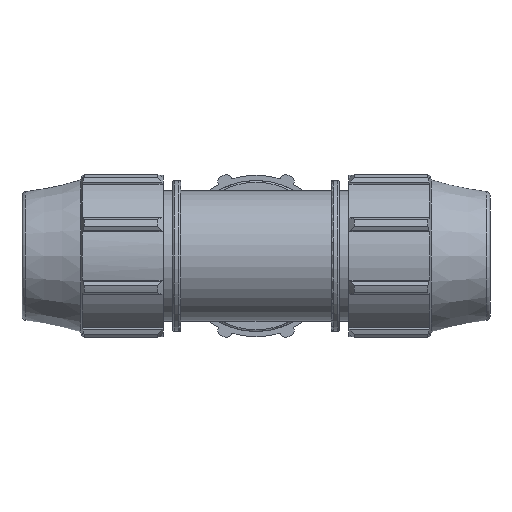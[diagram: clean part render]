
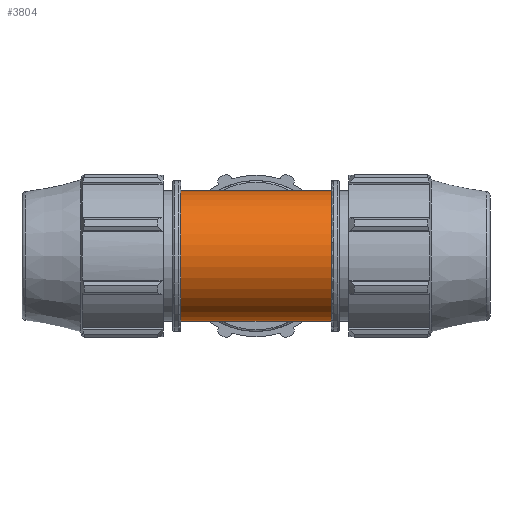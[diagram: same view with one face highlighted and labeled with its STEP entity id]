
A CAD part, front view. The second image highlights one B-rep face of the part: STEP entity #3804.
In plain terms, the highlighted cylindrical face has radius 30.75 mm (diameter 61.5 mm), a full revolution.
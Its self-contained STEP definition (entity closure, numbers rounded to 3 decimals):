
#834=FACE_BOUND('',#1109,.T.);
#835=FACE_BOUND('',#1110,.T.);
#885=ELLIPSE('',#4027,43.487,30.75);
#886=ELLIPSE('',#4028,43.487,30.75);
#891=FACE_OUTER_BOUND('',#1108,.T.);
#1108=EDGE_LOOP('',(#2454));
#1109=EDGE_LOOP('',(#2455,#2456));
#1110=EDGE_LOOP('',(#2457));
#1370=CIRCLE('',#4026,30.75);
#1371=CIRCLE('',#4029,30.75);
#1533=VERTEX_POINT('',#5455);
#1534=VERTEX_POINT('',#5457);
#1535=VERTEX_POINT('',#5458);
#1536=VERTEX_POINT('',#5461);
#1910=EDGE_CURVE('',#1533,#1533,#1370,.T.);
#1911=EDGE_CURVE('',#1534,#1535,#885,.T.);
#1912=EDGE_CURVE('',#1535,#1534,#886,.T.);
#1913=EDGE_CURVE('',#1536,#1536,#1371,.T.);
#2454=ORIENTED_EDGE('',*,*,#1910,.F.);
#2455=ORIENTED_EDGE('',*,*,#1911,.T.);
#2456=ORIENTED_EDGE('',*,*,#1912,.T.);
#2457=ORIENTED_EDGE('',*,*,#1913,.F.);
#3528=CYLINDRICAL_SURFACE('',#4025,30.75);
#3804=ADVANCED_FACE('',(#891,#834,#835),#3528,.T.);
#4025=AXIS2_PLACEMENT_3D('',#5454,#4415,#4416);
#4026=AXIS2_PLACEMENT_3D('',#5456,#4417,#4418);
#4027=AXIS2_PLACEMENT_3D('',#5459,#4419,#4420);
#4028=AXIS2_PLACEMENT_3D('',#5460,#4421,#4422);
#4029=AXIS2_PLACEMENT_3D('',#5462,#4423,#4424);
#4415=DIRECTION('center_axis',(-1.,0.,0.));
#4416=DIRECTION('ref_axis',(0.,-1.,0.));
#4417=DIRECTION('center_axis',(-1.,0.,0.));
#4418=DIRECTION('ref_axis',(0.,0.,-1.));
#4419=DIRECTION('center_axis',(-0.707,-0.707,0.));
#4420=DIRECTION('ref_axis',(-0.707,0.707,0.));
#4421=DIRECTION('center_axis',(0.707,-0.707,0.));
#4422=DIRECTION('ref_axis',(-0.707,-0.707,0.));
#4423=DIRECTION('center_axis',(1.,0.,0.));
#4424=DIRECTION('ref_axis',(0.,0.,-1.));
#5454=CARTESIAN_POINT('Origin',(-30.05,0.,0.));
#5455=CARTESIAN_POINT('',(-35.6,-30.75,0.));
#5456=CARTESIAN_POINT('Origin',(-35.6,0.,0.));
#5457=CARTESIAN_POINT('',(0.,0.,30.75));
#5458=CARTESIAN_POINT('',(0.,0.,-30.75));
#5459=CARTESIAN_POINT('Origin',(0.,0.,0.));
#5460=CARTESIAN_POINT('Origin',(0.,0.,0.));
#5461=CARTESIAN_POINT('',(35.6,30.75,0.));
#5462=CARTESIAN_POINT('Origin',(35.6,0.,0.));
